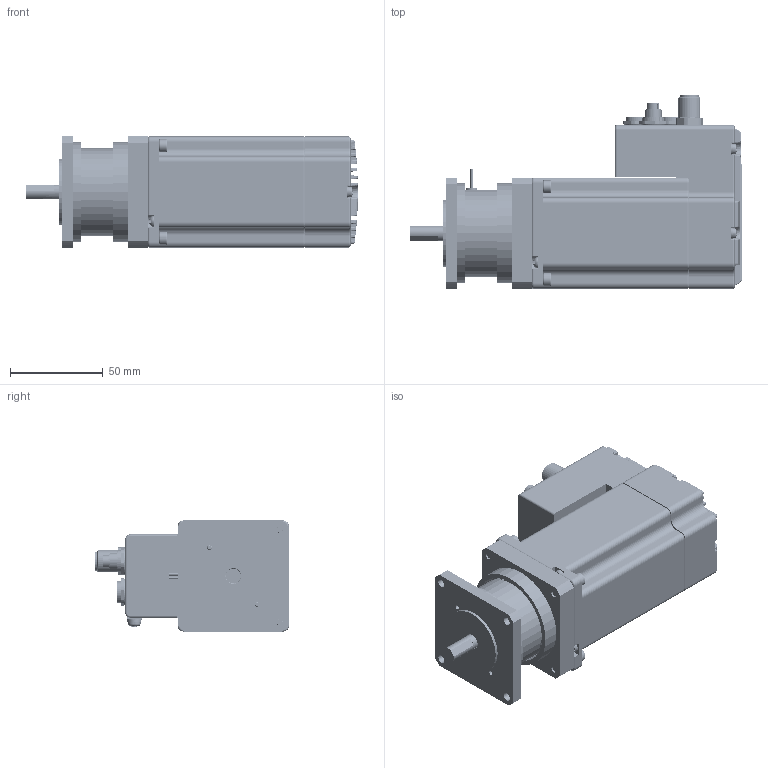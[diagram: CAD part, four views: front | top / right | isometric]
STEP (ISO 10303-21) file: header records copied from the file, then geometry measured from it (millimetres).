
FILE_DESCRIPTION (( 'STEP AP203' ), '1' );
FILE_NAME ('P11E-MO-060-03-R01.STEP', '2020-04-27T06:50:33', ( '' ), ( '' ), 'SwSTEP 2.0', 'SolidWorks 2018', '' );
FILE_SCHEMA (( 'CONFIG_CONTROL_DESIGN' ));
Length unit declared in the file: millimetre
Products named in the file (34): spring lock washer_ks_KS 1324 - M3; spring lock washer_2_jis_JIS B 1251 No.2 4; socket head cap screw_ks_KS 1003 - M4 x 16 x 16-N; M119-EC-042-03-R00; 目池磐-家南-4P(傈盔)_荐 (09-0411-30-04)-2; 60EC-PCB1-01; M11D-EC-060-01-R01; plain washer small grade a_iso_Washer ISO 7092 - 3; small circular plain washer_jis_JIS B 1256 Small circular 4; 86_1031_1100_00012-2; pan cross head_ks_KS 1023 PC- M4 x 6-N; M117-MO-060-03-R00; SH-7050TA; 20R-JMCS-G-B-TF(NSA); sams; 791091003; 60陝 衛お; 20PS-JMCS-G-1B-TF(N); KMG; 86_1031_1100_00012-1; _SH-700-Without knob (Minus slot); 目池磐-家南-4P(傈盔)_荐 (09-0411-30-04)-1; 56EC-PCB3-01; 877600816; P11E-MO-060-03-R01; 60EC-PCB2-01; pan cross head_ks_KS 1023 PC- M3 x 25-N; 09-0408-30-03(鱔褐)-2; 42EC-PCB3-01; _SH-7050A_body; M119-EC-060-01-R00; BXW-02-10-53_3D; pan cross head_ks_KS 1023 PC- M3 x 20-N; 09-0408-30-03(鱔褐)-1
Assembly tree (54 placements, depth 3):
  P11E-MO-060-03-R01
    60EC-PCB1-01
    pan cross head_ks_KS 1023 PC- M3 x 20-N  x2
    pan cross head_ks_KS 1023 PC- M3 x 25-N  x3
    KMG
    M119-EC-060-01-R00
    M119-EC-042-03-R00
    09-0408-30-03(鱔褐)-1  x2
    09-0408-30-03(鱔褐)-2  x2
    目池磐-家南-4P(傈盔)_荐 (09-0411-30-04)-1
    目池磐-家南-4P(傈盔)_荐 (09-0411-30-04)-2
    86_1031_1100_00012-1
    86_1031_1100_00012-2
    42EC-PCB3-01
    56EC-PCB3-01
    60EC-PCB2-01
    877600816  x2
    20PS-JMCS-G-1B-TF(N)  x2
    20R-JMCS-G-B-TF(NSA)  x2
    791091003  x2
    M117-MO-060-03-R00
    M11D-EC-060-01-R01
    plain washer small grade a_iso_Washer ISO 7092 - 3  x5
    spring lock washer_ks_KS 1324 - M3  x5
    SH-7050TA  x2
      _SH-7050A_body
      _SH-700-Without knob (Minus slot)
    BXW-02-10-53_3D
    socket head cap screw_ks_KS 1003 - M4 x 16 x 16-N  x4
    60陝 衛お
    sams
      small circular plain washer_jis_JIS B 1256 Small circular 4
      spring lock washer_2_jis_JIS B 1251 No.2 4
      pan cross head_ks_KS 1023 PC- M4 x 6-N
Bounding box: 179.3 x 104.6 x 60 mm (x, y, z)
Volume: 458025.3 mm3; surface area: 148745.9 mm2
Topology: 55 solids, 67 shells, 8345 faces, 22533 edges, 14516 vertices
Faces by surface type: plane 5772, cylinder 1705, bspline 355, cone 342, torus 97, sphere 74
Entity records: 176694 total; most frequent: CARTESIAN_POINT 40709, ORIENTED_EDGE 28174, DIRECTION 26555, EDGE_CURVE 14087, LINE 10049, VECTOR 10049, VERTEX_POINT 9055, AXIS2_PLACEMENT_3D 8253
